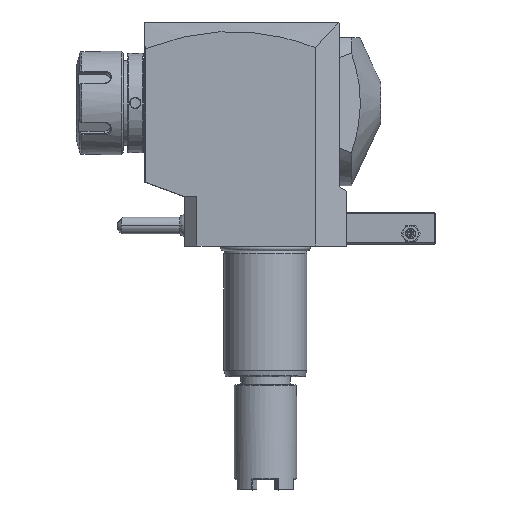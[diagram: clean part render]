
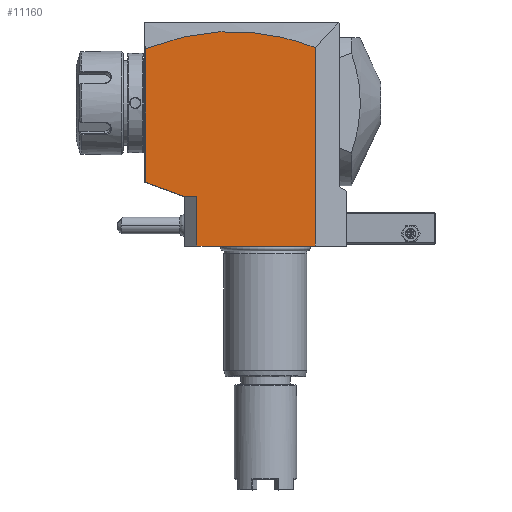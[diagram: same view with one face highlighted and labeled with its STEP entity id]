
A CAD part, top view. The second image highlights one B-rep face of the part: STEP entity #11160.
In plain terms, the highlighted planar face has unit normal (0, 0, 1).
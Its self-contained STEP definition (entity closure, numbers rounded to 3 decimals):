
#29=DIRECTION('',(-1.,0.,0.));
#30=VECTOR('',#29,57.);
#31=CARTESIAN_POINT('',(24.,0.,37.5));
#32=LINE('',#31,#30);
#262=DIRECTION('',(0.,-1.,0.));
#263=VECTOR('',#262,64.359);
#264=CARTESIAN_POINT('',(-57.8,95.092,37.5));
#265=LINE('',#264,#263);
#275=DIRECTION('',(0.94,-0.342,0.));
#276=VECTOR('',#275,19.687);
#277=CARTESIAN_POINT('',(-57.8,30.733,37.5));
#278=LINE('',#277,#276);
#279=CARTESIAN_POINT('',(-57.8,95.092,37.5));
#280=CARTESIAN_POINT('',(-50.998,97.812,37.5));
#281=CARTESIAN_POINT('',(-37.387,101.914,37.5));
#282=CARTESIAN_POINT('',(-16.948,104.059,37.5));
#283=CARTESIAN_POINT('',(3.513,102.192,37.5));
#284=CARTESIAN_POINT('',(17.168,98.259,37.5));
#285=CARTESIAN_POINT('',(24.,95.615,37.5));
#287=DIRECTION('',(0.,-1.,0.));
#288=VECTOR('',#287,95.615);
#289=CARTESIAN_POINT('',(24.,95.615,37.5));
#290=LINE('',#289,#288);
#291=DIRECTION('',(1.,0.,0.));
#292=VECTOR('',#291,6.3);
#293=CARTESIAN_POINT('',(-39.3,24.,37.5));
#294=LINE('',#293,#292);
#303=DIRECTION('',(0.,-1.,0.));
#304=VECTOR('',#303,24.);
#305=CARTESIAN_POINT('',(-33.,24.,37.5));
#306=LINE('',#305,#304);
#10284=VERTEX_POINT('',#279);
#10285=VERTEX_POINT('',#285);
#10300=CARTESIAN_POINT('',(-33.,24.,37.5));
#10301=VERTEX_POINT('',#10300);
#10597=CARTESIAN_POINT('',(24.,0.,37.5));
#10599=VERTEX_POINT('',#10597);
#10600=CARTESIAN_POINT('',(-33.,0.,37.5));
#10601=VERTEX_POINT('',#10600);
#10612=CARTESIAN_POINT('',(-57.8,30.733,37.5));
#10613=CARTESIAN_POINT('',(-39.3,24.,37.5));
#10614=VERTEX_POINT('',#10612);
#10615=VERTEX_POINT('',#10613);
#11142=CARTESIAN_POINT('',(-39.202,24.,37.5));
#11143=DIRECTION('',(0.,0.,1.));
#11144=DIRECTION('',(1.,0.,0.));
#11145=AXIS2_PLACEMENT_3D('',#11142,#11143,#11144);
#11146=PLANE('',#11145);
#11148=ORIENTED_EDGE('',*,*,#11147,.F.);
#11150=ORIENTED_EDGE('',*,*,#11149,.F.);
#11151=ORIENTED_EDGE('',*,*,#11132,.F.);
#11153=ORIENTED_EDGE('',*,*,#11152,.T.);
#11154=ORIENTED_EDGE('',*,*,#10902,.T.);
#11155=ORIENTED_EDGE('',*,*,#10877,.T.);
#11157=ORIENTED_EDGE('',*,*,#11156,.F.);
#11158=EDGE_LOOP('',(#11148,#11150,#11151,#11153,#11154,#11155,#11157));
#11159=FACE_OUTER_BOUND('',#11158,.F.);
#286=B_SPLINE_CURVE_WITH_KNOTS('',3,(#279,#280,#281,#282,#283,#284,#285),
.UNSPECIFIED.,.F.,.F.,(4,1,1,1,4),(0.,0.25,0.5,0.75,1.),
.UNSPECIFIED.);
#10877=EDGE_CURVE('',#10599,#10601,#32,.T.);
#10902=EDGE_CURVE('',#10285,#10599,#290,.T.);
#11132=EDGE_CURVE('',#10284,#10614,#265,.T.);
#11147=EDGE_CURVE('',#10615,#10301,#294,.T.);
#11149=EDGE_CURVE('',#10614,#10615,#278,.T.);
#11152=EDGE_CURVE('',#10284,#10285,#286,.T.);
#11156=EDGE_CURVE('',#10301,#10601,#306,.T.);
#11160=ADVANCED_FACE('',(#11159),#11146,.T.);
